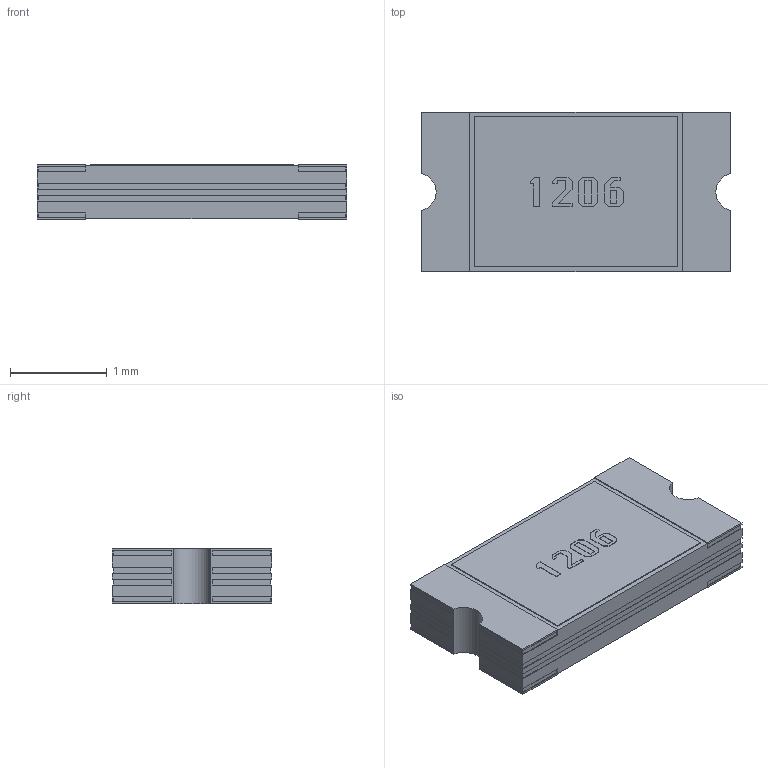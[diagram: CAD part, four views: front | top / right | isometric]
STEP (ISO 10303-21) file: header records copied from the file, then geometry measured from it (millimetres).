
FILE_DESCRIPTION(/* description */ ('model of SMD_Polyfuse_1206'),/* implementation_level */ '2;1');
FILE_NAME(/* name */ 'SMD_Polyfuse_1206.stp',/* time_stamp */ '2017-06-26T13:19:16',/* author */ ('Joan The Spark',''),/* organization */ (''),/* preprocessor_version */ '',/* originating_system */ '',/* authorisation */ '');
FILE_SCHEMA (('AUTOMOTIVE_DESIGN { 1 0 10303 214 3 1 1 }'));
Length unit declared in the file: millimetre
Products named in the file (1): SMD_Polyfuse_1210
Bounding box: 3.2 x 1.65 x 0.57 mm (x, y, z)
Volume: 2.9 mm3; surface area: 16.7 mm2
Topology: 1 solids, 1 shells, 160 faces, 453 edges, 302 vertices
Faces by surface type: plane 142, cylinder 18
Entity records: 5275 total; most frequent: CARTESIAN_POINT 916, ORIENTED_EDGE 906, DIRECTION 811, EDGE_CURVE 453, LINE 417, VECTOR 417, VERTEX_POINT 302, AXIS2_PLACEMENT_3D 197
